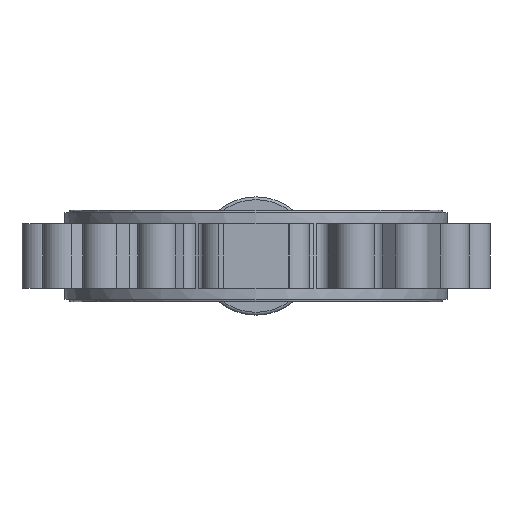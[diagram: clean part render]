
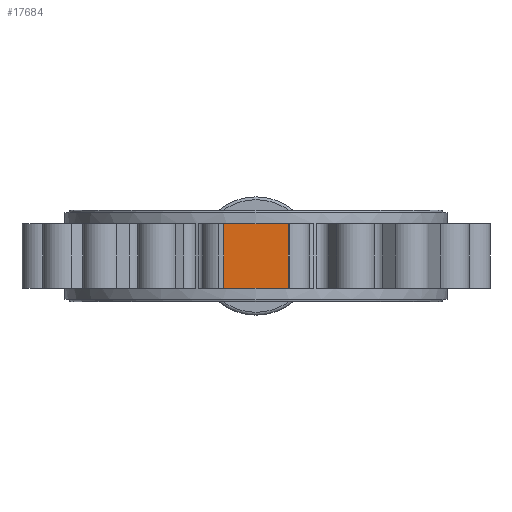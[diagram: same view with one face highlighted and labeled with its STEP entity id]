
A CAD part, front view. The second image highlights one B-rep face of the part: STEP entity #17684.
In plain terms, the highlighted planar face has unit normal (0, -1, 0).
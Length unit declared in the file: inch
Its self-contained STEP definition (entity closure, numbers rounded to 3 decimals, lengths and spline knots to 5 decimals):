
#91 = VECTOR ( 'NONE', #20638, 39.37008 ) ;
#417 = ORIENTED_EDGE ( 'NONE', *, *, #13129, .F. ) ;
#1158 = VECTOR ( 'NONE', #6013, 39.37008 ) ;
#1218 = DIRECTION ( 'NONE',  ( 0., 0., -1. ) ) ;
#2520 = CARTESIAN_POINT ( 'NONE',  ( 8.91165, -1.93512, 19.61671 ) ) ;
#2681 = DIRECTION ( 'NONE',  ( 0., 1., 0. ) ) ;
#3378 = CARTESIAN_POINT ( 'NONE',  ( 13.43921, -1.93512, 19.61671 ) ) ;
#4046 = VERTEX_POINT ( 'NONE', #18265 ) ;
#4151 = VERTEX_POINT ( 'NONE', #20306 ) ;
#4707 = LINE ( 'NONE', #3378, #23403 ) ;
#4829 = DIRECTION ( 'NONE',  ( 0., 0., 1. ) ) ;
#4929 = VERTEX_POINT ( 'NONE', #14652 ) ;
#6013 = DIRECTION ( 'NONE',  ( -1., 0., 0. ) ) ;
#7341 = LINE ( 'NONE', #2520, #23418 ) ;
#7728 = LINE ( 'NONE', #13259, #91 ) ;
#9549 = ORIENTED_EDGE ( 'NONE', *, *, #17288, .F. ) ;
#9747 = DIRECTION ( 'NONE',  ( 1., 0., 0. ) ) ;
#11088 = LINE ( 'NONE', #16905, #1158 ) ;
#11954 = FACE_OUTER_BOUND ( 'NONE', #20755, .T. ) ;
#12042 = EDGE_CURVE ( 'NONE', #4046, #4929, #11088, .T. ) ;
#12185 = CARTESIAN_POINT ( 'NONE',  ( 11.17543, -1.93512, 17.35293 ) ) ;
#13026 = VERTEX_POINT ( 'NONE', #14257 ) ;
#13129 = EDGE_CURVE ( 'NONE', #4929, #4151, #7728, .T. ) ;
#13259 = CARTESIAN_POINT ( 'NONE',  ( 8.91165, -1.93512, 15.08916 ) ) ;
#14026 = ORIENTED_EDGE ( 'NONE', *, *, #17466, .F. ) ;
#14257 = CARTESIAN_POINT ( 'NONE',  ( 13.43921, -1.93512, 19.61671 ) ) ;
#14652 = CARTESIAN_POINT ( 'NONE',  ( 8.91165, -1.93512, 15.08916 ) ) ;
#16877 = AXIS2_PLACEMENT_3D ( 'NONE', #12185, #2681, #4829 ) ;
#16905 = CARTESIAN_POINT ( 'NONE',  ( 13.43921, -1.93512, 15.08916 ) ) ;
#17288 = EDGE_CURVE ( 'NONE', #13026, #4046, #4707, .T. ) ;
#17466 = EDGE_CURVE ( 'NONE', #4151, #13026, #7341, .T. ) ;
#17684 = ADVANCED_FACE ( 'NONE', ( #11954 ), #23091, .F. ) ;
#18265 = CARTESIAN_POINT ( 'NONE',  ( 13.43921, -1.93512, 15.08916 ) ) ;
#20306 = CARTESIAN_POINT ( 'NONE',  ( 8.91165, -1.93512, 19.61671 ) ) ;
#20638 = DIRECTION ( 'NONE',  ( 0., 0., 1. ) ) ;
#20755 = EDGE_LOOP ( 'NONE', ( #14026, #417, #22742, #9549 ) ) ;
#22742 = ORIENTED_EDGE ( 'NONE', *, *, #12042, .F. ) ;
#23091 = PLANE ( 'NONE',  #16877 ) ;
#23403 = VECTOR ( 'NONE', #1218, 39.37008 ) ;
#23418 = VECTOR ( 'NONE', #9747, 39.37008 ) ;
